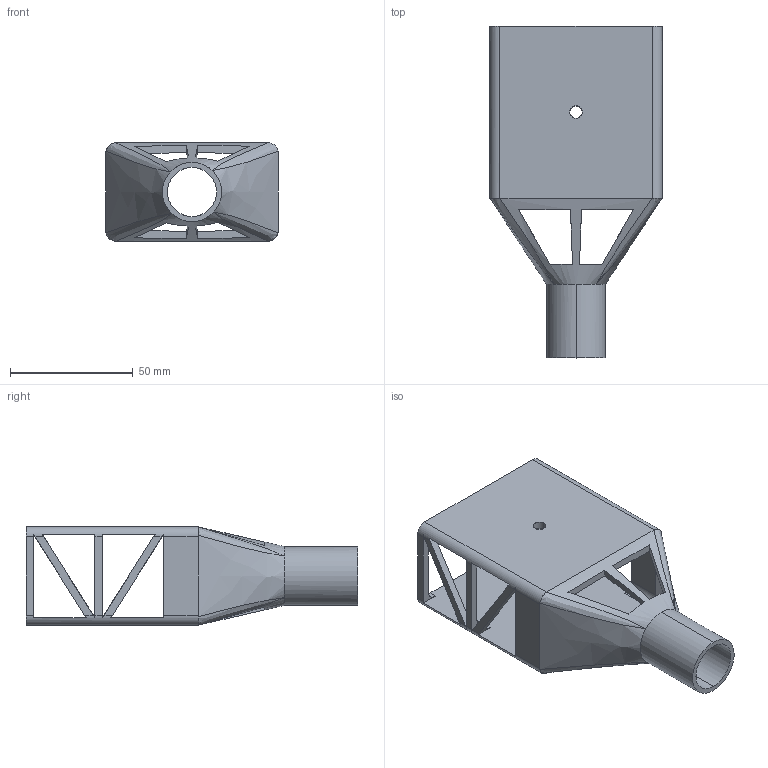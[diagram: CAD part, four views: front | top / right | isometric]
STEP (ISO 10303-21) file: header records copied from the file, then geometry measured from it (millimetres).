
FILE_DESCRIPTION (( 'STEP AP203' ), '1' );
FILE_NAME ('Frame_Arm2_Default_sldprt.STEP', '2022-04-16T10:24:48', ( '' ), ( '' ), 'SwSTEP 2.0', 'SolidWorks 2019', '' );
FILE_SCHEMA (( 'CONFIG_CONTROL_DESIGN' ));
Length unit declared in the file: millimetre
Products named in the file (1): Frame_Arm2_Default_sldprt
Bounding box: 70 x 135 x 40 mm (x, y, z)
Volume: 47553.5 mm3; surface area: 38432.8 mm2
Topology: 1 solids, 1 shells, 106 faces, 344 edges, 216 vertices
Faces by surface type: plane 58, cylinder 32, bspline 16
Entity records: 5071 total; most frequent: CARTESIAN_POINT 2246, ORIENTED_EDGE 672, DIRECTION 460, EDGE_CURVE 336, VERTEX_POINT 216, VECTOR 164, LINE 164, AXIS2_PLACEMENT_3D 148
